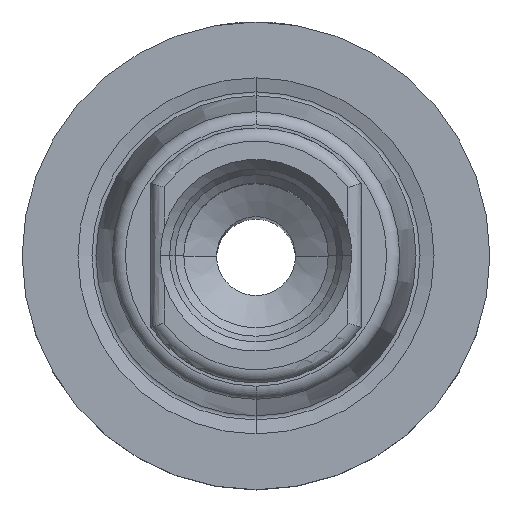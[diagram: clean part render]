
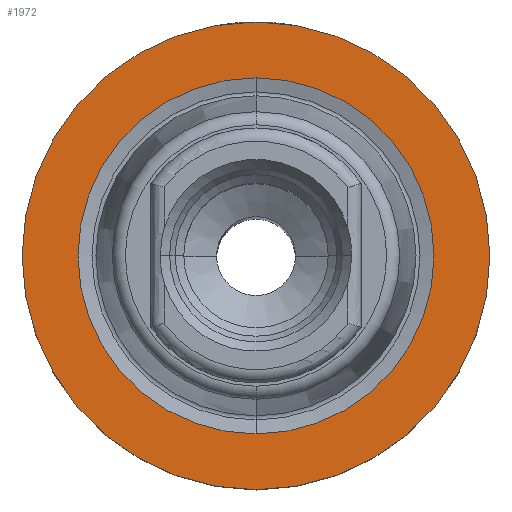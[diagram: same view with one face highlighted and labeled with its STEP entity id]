
A CAD part, top view. The second image highlights one B-rep face of the part: STEP entity #1972.
In plain terms, the highlighted planar face has unit normal (0, 0, 1).
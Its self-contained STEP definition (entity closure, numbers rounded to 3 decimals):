
#751=CARTESIAN_POINT('',(0.,0.,0.));
#752=DIRECTION('',(0.,0.,-1.));
#753=DIRECTION('',(0.,-1.,0.));
#754=AXIS2_PLACEMENT_3D('',#751,#752,#753);
#773=CARTESIAN_POINT('',(0.,0.,0.));
#774=DIRECTION('',(0.,0.,1.));
#775=DIRECTION('',(0.,-1.,0.));
#776=AXIS2_PLACEMENT_3D('',#773,#774,#775);
#781=CARTESIAN_POINT('',(0.,0.,0.));
#782=DIRECTION('',(0.,0.,1.));
#783=DIRECTION('',(0.,-1.,0.));
#784=AXIS2_PLACEMENT_3D('',#781,#782,#783);
#789=CARTESIAN_POINT('',(0.,0.,0.));
#790=DIRECTION('',(0.,0.,-1.));
#791=DIRECTION('',(0.,-1.,0.));
#792=AXIS2_PLACEMENT_3D('',#789,#790,#791);
#1181=CARTESIAN_POINT('',(0.,-6.776,0.));
#1183=VERTEX_POINT('',#1181);
#1191=CARTESIAN_POINT('',(0.,6.776,0.));
#1193=VERTEX_POINT('',#1191);
#1201=CARTESIAN_POINT('',(0.,-8.9,0.));
#1202=CARTESIAN_POINT('',(0.,8.9,0.));
#1203=VERTEX_POINT('',#1201);
#1204=VERTEX_POINT('',#1202);
#1957=CARTESIAN_POINT('',(0.,0.,0.));
#1958=DIRECTION('',(0.,0.,-1.));
#1959=DIRECTION('',(0.,1.,0.));
#1960=AXIS2_PLACEMENT_3D('',#1957,#1958,#1959);
#1961=PLANE('',#1960);
#1963=ORIENTED_EDGE('',*,*,#1962,.F.);
#1965=ORIENTED_EDGE('',*,*,#1964,.T.);
#1966=EDGE_LOOP('',(#1963,#1965));
#1967=FACE_OUTER_BOUND('',#1966,.F.);
#1968=ORIENTED_EDGE('',*,*,#1936,.F.);
#1969=ORIENTED_EDGE('',*,*,#1952,.T.);
#1970=EDGE_LOOP('',(#1968,#1969));
#1971=FACE_BOUND('',#1970,.F.);
#755=CIRCLE('',#754,6.776);
#777=CIRCLE('',#776,6.776);
#785=CIRCLE('',#784,8.9);
#793=CIRCLE('',#792,8.9);
#1936=EDGE_CURVE('',#1183,#1193,#755,.T.);
#1952=EDGE_CURVE('',#1183,#1193,#777,.T.);
#1962=EDGE_CURVE('',#1203,#1204,#785,.T.);
#1964=EDGE_CURVE('',#1203,#1204,#793,.T.);
#1972=ADVANCED_FACE('',(#1967,#1971),#1961,.F.);
